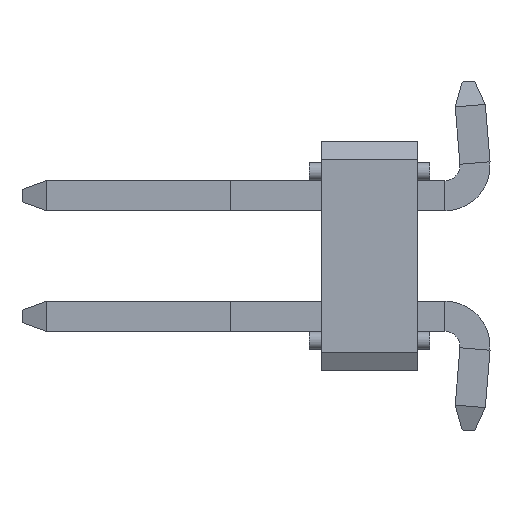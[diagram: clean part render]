
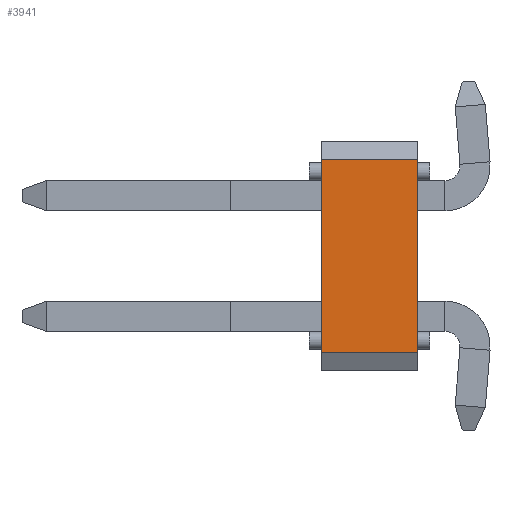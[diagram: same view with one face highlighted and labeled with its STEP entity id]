
A CAD part, left-side view. The second image highlights one B-rep face of the part: STEP entity #3941.
In plain terms, the highlighted planar face has unit normal (-1, 0, 0).
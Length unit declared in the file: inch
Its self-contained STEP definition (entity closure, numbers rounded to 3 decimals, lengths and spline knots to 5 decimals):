
#245 = ORIENTED_EDGE ( 'NONE', *, *, #354, .T. ) ;
#354 = EDGE_CURVE ( 'NONE', #2197, #4366, #386, .T. ) ;
#369 = VECTOR ( 'NONE', #3061, 39.37008 ) ;
#386 = LINE ( 'NONE', #4129, #3849 ) ;
#571 = VECTOR ( 'NONE', #2624, 39.37008 ) ;
#574 = DIRECTION ( 'NONE',  ( 0., 0., 1. ) ) ;
#1055 = DIRECTION ( 'NONE',  ( 1., 0., 0. ) ) ;
#1076 = EDGE_CURVE ( 'NONE', #6170, #4366, #1866, .T. ) ;
#1113 = EDGE_LOOP ( 'NONE', ( #1737, #2626, #245, #1412 ) ) ;
#1203 = DIRECTION ( 'NONE',  ( 0., 0., -1. ) ) ;
#1210 = AXIS2_PLACEMENT_3D ( 'NONE', #5220, #1055, #1203 ) ;
#1412 = ORIENTED_EDGE ( 'NONE', *, *, #1076, .F. ) ;
#1469 = LINE ( 'NONE', #2081, #369 ) ;
#1689 = CARTESIAN_POINT ( 'NONE',  ( -0.15, 0.45511, -0.08 ) ) ;
#1737 = ORIENTED_EDGE ( 'NONE', *, *, #3989, .F. ) ;
#1866 = LINE ( 'NONE', #2854, #3044 ) ;
#1936 = FACE_OUTER_BOUND ( 'NONE', #1113, .T. ) ;
#2081 = CARTESIAN_POINT ( 'NONE',  ( -0.15, 0.09, -0.08 ) ) ;
#2197 = VERTEX_POINT ( 'NONE', #6400 ) ;
#2624 = DIRECTION ( 'NONE',  ( 0., -1., 0. ) ) ;
#2626 = ORIENTED_EDGE ( 'NONE', *, *, #5994, .T. ) ;
#2753 = LINE ( 'NONE', #1689, #571 ) ;
#2854 = CARTESIAN_POINT ( 'NONE',  ( -0.15, 0.45511, 0.08 ) ) ;
#3044 = VECTOR ( 'NONE', #5379, 39.37008 ) ;
#3061 = DIRECTION ( 'NONE',  ( 0., 0., 1. ) ) ;
#3849 = VECTOR ( 'NONE', #574, 39.37008 ) ;
#3941 = ADVANCED_FACE ( 'NONE', ( #1936 ), #5594, .F. ) ;
#3989 = EDGE_CURVE ( 'NONE', #5340, #6170, #1469, .T. ) ;
#4129 = CARTESIAN_POINT ( 'NONE',  ( -0.15, 0.01, -0.08 ) ) ;
#4366 = VERTEX_POINT ( 'NONE', #4496 ) ;
#4496 = CARTESIAN_POINT ( 'NONE',  ( -0.15, 0.01, 0.08 ) ) ;
#4726 = CARTESIAN_POINT ( 'NONE',  ( -0.15, 0.09, 0.08 ) ) ;
#4731 = CARTESIAN_POINT ( 'NONE',  ( -0.15, 0.09, -0.08 ) ) ;
#5220 = CARTESIAN_POINT ( 'NONE',  ( -0.15, 0.45511, -0.08 ) ) ;
#5340 = VERTEX_POINT ( 'NONE', #4731 ) ;
#5379 = DIRECTION ( 'NONE',  ( 0., -1., 0. ) ) ;
#5594 = PLANE ( 'NONE',  #1210 ) ;
#5994 = EDGE_CURVE ( 'NONE', #5340, #2197, #2753, .T. ) ;
#6170 = VERTEX_POINT ( 'NONE', #4726 ) ;
#6400 = CARTESIAN_POINT ( 'NONE',  ( -0.15, 0.01, -0.08 ) ) ;
